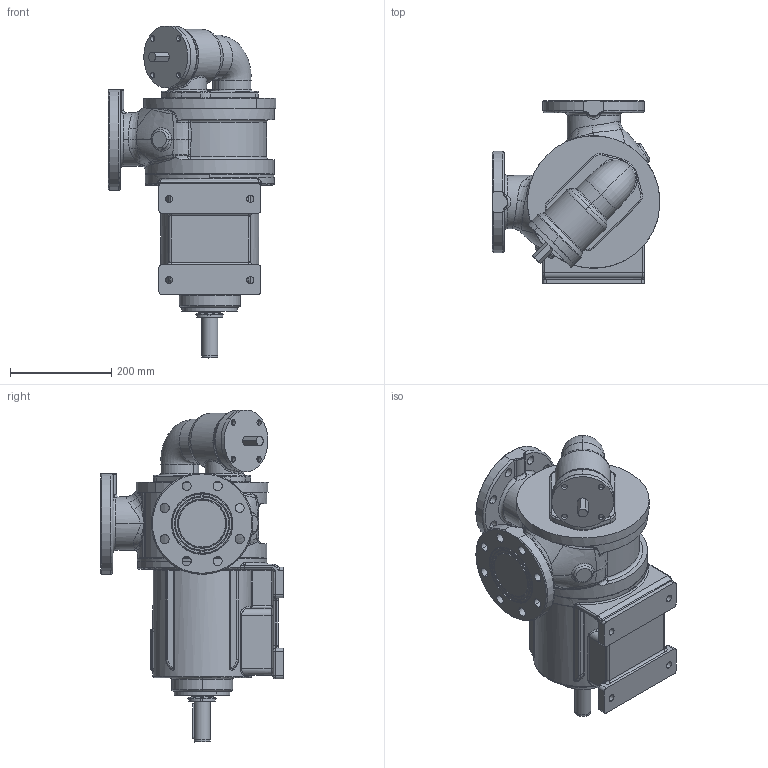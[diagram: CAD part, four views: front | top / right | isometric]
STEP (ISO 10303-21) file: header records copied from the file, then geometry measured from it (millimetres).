
FILE_DESCRIPTION((''),'2;1');
FILE_NAME('R_80_K1_B_Y','2018-06-20T10:55:23',('Nicola'),(''),'CREO PARAMETRIC BY PTC INC, 2017110','CREO PARAMETRIC BY PTC INC, 2017110','');
FILE_SCHEMA(('CONFIG_CONTROL_DESIGN'));
Products named in the file (1): R_80_K1_B_Y
Bounding box: 330.22 x 360 x 654.27 mm (x, y, z)
Volume: 21487197.1 mm3; surface area: 776178.4 mm2
Topology: 1 solids, 1 shells, 786 faces, 1889 edges, 1125 vertices
Faces by surface type: cylinder 226, bspline 210, plane 146, cone 96, torus 90, sphere 18
Entity records: 67697 total; most frequent: CARTESIAN_POINT 50445, ORIENTED_EDGE 3778, DIRECTION 3434, EDGE_CURVE 1889, AXIS2_PLACEMENT_3D 1433, VERTEX_POINT 1125, CIRCLE 857, EDGE_LOOP 854
